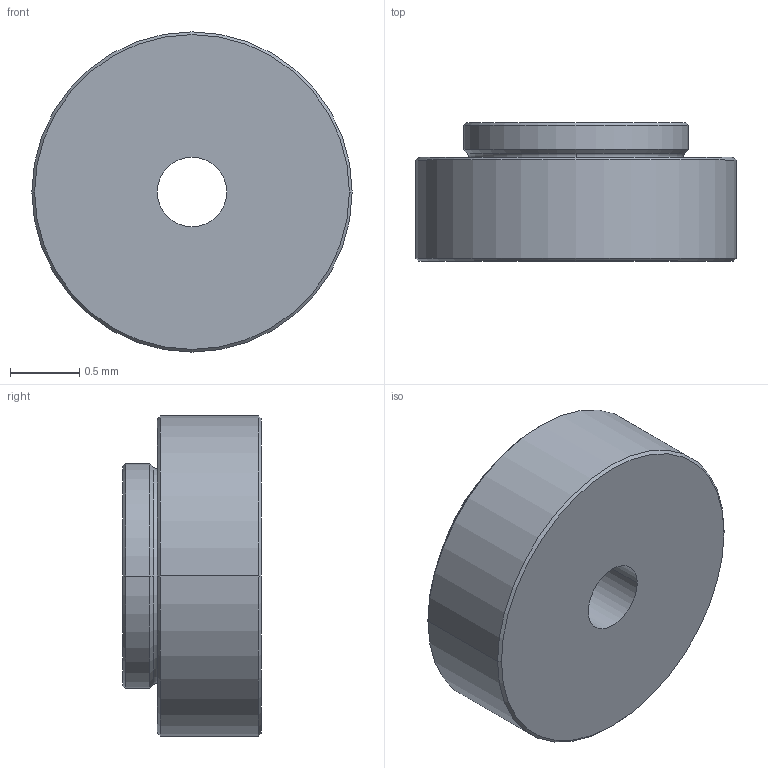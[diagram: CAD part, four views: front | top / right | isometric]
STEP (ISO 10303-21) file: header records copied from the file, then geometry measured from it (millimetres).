
FILE_DESCRIPTION(('produced by SPATIAL CORP'),'2;1');
FILE_NAME( 'SupportCylinder1.hh.sat.stp','2002-04-19T11:15:59+00:00',('SPATIAL CORP' ),('SPATIAL CORP'),'ACIS STEP Husk','http://www.spatial.com', 'SPATIAL CORP');
FILE_SCHEMA(('CONFIG_CONTROL_DESIGN'));
Length unit declared in the file: millimetre
Products named in the file (1): PRODUCT_ID_1
Bounding box: 2.31 x 1 x 2.31 mm (x, y, z)
Volume: 3.3 mm3; surface area: 17.1 mm2
Topology: 1 solids, 1 shells, 26 faces, 56 edges, 34 vertices
Faces by surface type: cone 10, cylinder 8, plane 4, torus 4
Entity records: 647 total; most frequent: ORIENTED_EDGE 112, CARTESIAN_POINT 84, DIRECTION 82, EDGE_CURVE 56, VERTEX_POINT 34, AXIS2_PLACEMENT_3D 32, EDGE_LOOP 30, FACE_BOUND 30
